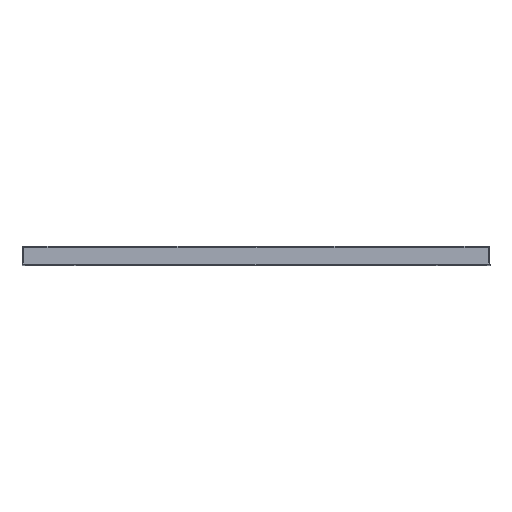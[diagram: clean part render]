
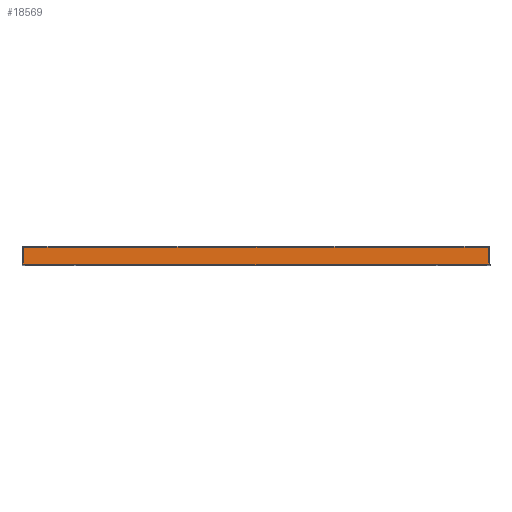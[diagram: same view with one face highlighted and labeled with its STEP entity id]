
A CAD part, top view. The second image highlights one B-rep face of the part: STEP entity #18569.
In plain terms, the highlighted planar face has unit normal (0, 0.035, 0.999).
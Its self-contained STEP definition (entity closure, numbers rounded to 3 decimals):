
#1=DIRECTION('',(0.035,0.999,-0.035));
#2=VECTOR('',#1,38.113);
#3=CARTESIAN_POINT('',(-498.001,-40.,637.5));
#4=LINE('',#3,#2);
#5=CARTESIAN_POINT('',(-496.672,-1.933,636.171));
#6=CARTESIAN_POINT('',(-488.061,-1.946,636.171));
#7=CARTESIAN_POINT('',(-466.546,-1.978,636.172));
#8=CARTESIAN_POINT('',(-430.989,-2.023,636.174));
#9=CARTESIAN_POINT('',(-404.043,-2.039,636.174));
#10=CARTESIAN_POINT('',(-390.,-2.039,636.174));
#12=CARTESIAN_POINT('',(390.,-2.039,636.174));
#13=CARTESIAN_POINT('',(402.181,-2.039,636.174));
#14=CARTESIAN_POINT('',(426.052,-2.026,636.173));
#15=CARTESIAN_POINT('',(461.32,-1.985,636.174));
#16=CARTESIAN_POINT('',(484.696,-1.95,636.168));
#17=CARTESIAN_POINT('',(496.383,-1.933,636.171));
#18=CARTESIAN_POINT('',(496.672,-1.933,636.171));
#20=DIRECTION('',(0.035,-0.999,0.035));
#21=VECTOR('',#20,38.113);
#22=CARTESIAN_POINT('',(496.672,-1.933,636.171));
#23=LINE('',#22,#21);
#24=DIRECTION('',(1.,0.,0.));
#25=VECTOR('',#24,996.002);
#26=CARTESIAN_POINT('',(-498.001,-40.,637.5));
#27=LINE('',#26,#25);
#423=CARTESIAN_POINT('',(390.,-2.039,636.174));
#424=CARTESIAN_POINT('',(358.11,-2.031,636.174));
#425=CARTESIAN_POINT('',(294.116,-2.016,636.174));
#426=CARTESIAN_POINT('',(197.478,-1.993,636.173));
#427=CARTESIAN_POINT('',(132.622,-1.977,636.172));
#428=CARTESIAN_POINT('',(100.087,-1.97,636.172));
#471=DIRECTION('',(-1.,0.,0.));
#472=VECTOR('',#471,100.087);
#473=CARTESIAN_POINT('',(100.087,-1.97,636.172));
#474=LINE('',#473,#472);
#480=DIRECTION('',(-1.,0.,0.));
#481=VECTOR('',#480,100.087);
#482=CARTESIAN_POINT('',(0.,-1.97,
636.172));
#483=LINE('',#482,#481);
#526=CARTESIAN_POINT('',(-100.087,-1.97,636.172));
#527=CARTESIAN_POINT('',(-132.653,-1.977,636.172));
#528=CARTESIAN_POINT('',(-197.55,-1.993,636.173));
#529=CARTESIAN_POINT('',(-294.188,-2.016,636.174));
#530=CARTESIAN_POINT('',(-358.141,-2.031,636.174));
#531=CARTESIAN_POINT('',(-390.,-2.039,636.174));
#17006=CARTESIAN_POINT('',(-498.001,-40.,
637.5));
#17007=CARTESIAN_POINT('',(498.001,-40.,
637.5));
#17008=VERTEX_POINT('',#17006);
#17009=VERTEX_POINT('',#17007);
#17010=CARTESIAN_POINT('',(-496.672,-1.933,
636.171));
#17011=VERTEX_POINT('',#17010);
#17012=VERTEX_POINT('',#10);
#17013=VERTEX_POINT('',#526);
#17014=CARTESIAN_POINT('',(0.,-1.97,
636.172));
#17015=VERTEX_POINT('',#17014);
#17016=CARTESIAN_POINT('',(100.087,-1.97,
636.172));
#17017=VERTEX_POINT('',#17016);
#17018=VERTEX_POINT('',#423);
#17019=VERTEX_POINT('',#18);
#18544=CARTESIAN_POINT('',(0.,-20.967,636.835));
#18545=DIRECTION('',(0.,0.035,0.999));
#18546=DIRECTION('',(0.,0.999,-0.035));
#18547=AXIS2_PLACEMENT_3D('',#18544,#18545,#18546);
#18548=PLANE('',#18547);
#18550=ORIENTED_EDGE('',*,*,#18549,.F.);
#18552=ORIENTED_EDGE('',*,*,#18551,.T.);
#18554=ORIENTED_EDGE('',*,*,#18553,.T.);
#18556=ORIENTED_EDGE('',*,*,#18555,.F.);
#18558=ORIENTED_EDGE('',*,*,#18557,.F.);
#18560=ORIENTED_EDGE('',*,*,#18559,.F.);
#18562=ORIENTED_EDGE('',*,*,#18561,.F.);
#18564=ORIENTED_EDGE('',*,*,#18563,.T.);
#18566=ORIENTED_EDGE('',*,*,#18565,.T.);
#18567=EDGE_LOOP('',(#18550,#18552,#18554,#18556,#18558,#18560,#18562,#18564,
#18566));
#18568=FACE_OUTER_BOUND('',#18567,.F.);
#18569=ADVANCED_FACE('',(#18568),#18548,.T.);
#11=B_SPLINE_CURVE_WITH_KNOTS('',3,(#5,#6,#7,#8,#9,#10),.UNSPECIFIED.,.F.,.F.,
(4,1,1,4),(0.,0.242,0.605,1.),.UNSPECIFIED.);
#19=B_SPLINE_CURVE_WITH_KNOTS('',3,(#12,#13,#14,#15,#16,#17,#18),.UNSPECIFIED.,
.F.,.F.,(4,1,1,1,4),(0.,0.343,0.671,0.992,
1.),.UNSPECIFIED.);
#429=B_SPLINE_CURVE_WITH_KNOTS('',3,(#423,#424,#425,#426,#427,#428),
.UNSPECIFIED.,.F.,.F.,(4,1,1,4),(0.,0.333,0.667,1.),
.UNSPECIFIED.);
#532=B_SPLINE_CURVE_WITH_KNOTS('',3,(#526,#527,#528,#529,#530,#531),
.UNSPECIFIED.,.F.,.F.,(4,1,1,4),(0.,0.333,0.667,1.),
.UNSPECIFIED.);
#18549=EDGE_CURVE('',#17008,#17009,#27,.T.);
#18551=EDGE_CURVE('',#17008,#17011,#4,.T.);
#18553=EDGE_CURVE('',#17011,#17012,#11,.T.);
#18555=EDGE_CURVE('',#17013,#17012,#532,.T.);
#18557=EDGE_CURVE('',#17015,#17013,#483,.T.);
#18559=EDGE_CURVE('',#17017,#17015,#474,.T.);
#18561=EDGE_CURVE('',#17018,#17017,#429,.T.);
#18563=EDGE_CURVE('',#17018,#17019,#19,.T.);
#18565=EDGE_CURVE('',#17019,#17009,#23,.T.);
